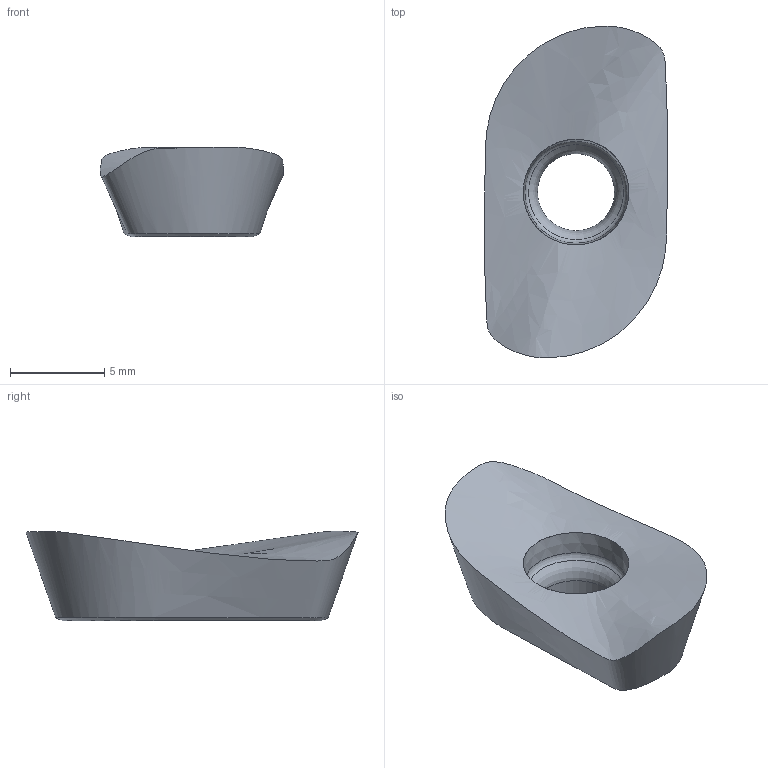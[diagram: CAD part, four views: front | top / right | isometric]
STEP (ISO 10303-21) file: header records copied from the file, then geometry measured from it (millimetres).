
FILE_DESCRIPTION(/* description */ (''),/* implementation_level */ '2;1');
FILE_NAME(/* name */ 'aaa338303_b.stp',/* time_stamp */ '2019-10-29T13:05:39+01:00',/* author */ (''),/* organization */ ('SMS'),/* preprocessor_version */ 'ST-DEVELOPER v16.7',/* originating_system */ 'SIEMENS PLM Software NX 12.0',/* authorisation */ '');
FILE_SCHEMA (('AUTOMOTIVE_DESIGN { 1 0 10303 214 3 1 1 1 }'));
Length unit declared in the file: millimetre
Products named in the file (1): AAA338303_B
Bounding box: 9.74 x 17.64 x 4.76 mm (x, y, z)
Volume: 389.7 mm3; surface area: 438.6 mm2
Topology: 1 solids, 1 shells, 9 faces, 20 edges, 15 vertices
Faces by surface type: bspline 3, plane 2, torus 2, cone 1, cylinder 1
Full cylindrical faces by diameter (mm): 4.1 x1
Entity records: 2677 total; most frequent: CARTESIAN_POINT 2473, DIRECTION 30, FACE_BOUND 18, EDGE_LOOP 18, ORIENTED_EDGE 18, AXIS2_PLACEMENT_3D 15, ADVANCED_FACE 9, VERTEX_POINT 9
